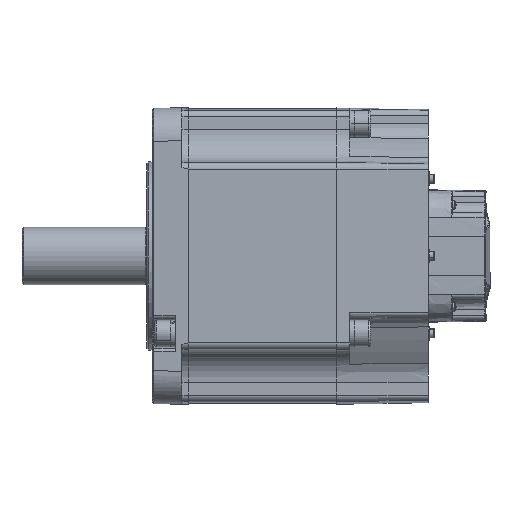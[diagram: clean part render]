
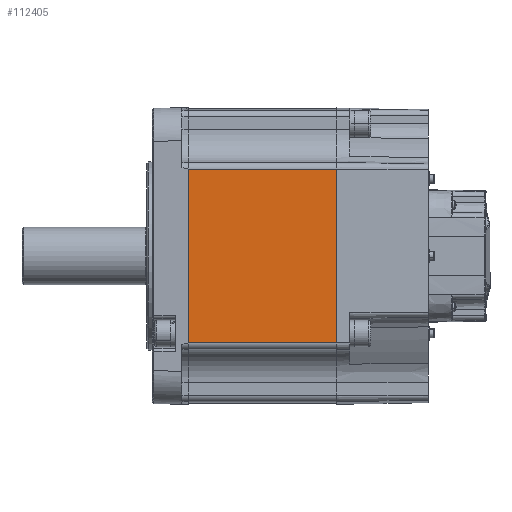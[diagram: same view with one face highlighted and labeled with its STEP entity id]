
A CAD part, left-side view. The second image highlights one B-rep face of the part: STEP entity #112405.
In plain terms, the highlighted planar face has unit normal (-1, 0, 0).
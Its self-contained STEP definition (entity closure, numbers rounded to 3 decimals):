
#1987 = CARTESIAN_POINT ( 'NONE',  ( -90., -31., 52.75 ) ) ;
#3798 = DIRECTION ( 'NONE',  ( 0., -1., 0. ) ) ;
#6383 = LINE ( 'NONE', #149145, #26214 ) ;
#7253 = CARTESIAN_POINT ( 'NONE',  ( -90., -31., -52.75 ) ) ;
#13783 = CARTESIAN_POINT ( 'NONE',  ( -90., 59., 52.75 ) ) ;
#25961 = VERTEX_POINT ( 'NONE', #1987 ) ;
#26214 = VECTOR ( 'NONE', #99452, 1000. ) ;
#27897 = CARTESIAN_POINT ( 'NONE',  ( -90., 59.5, -52.75 ) ) ;
#38431 = DIRECTION ( 'NONE',  ( 1., 0., 0. ) ) ;
#40173 = VECTOR ( 'NONE', #51082, 1000. ) ;
#42003 = LINE ( 'NONE', #92780, #47886 ) ;
#47380 = EDGE_CURVE ( 'NONE', #54385, #96206, #146371, .T. ) ;
#47886 = VECTOR ( 'NONE', #118081, 1000. ) ;
#51082 = DIRECTION ( 'NONE',  ( 0., 0., 1. ) ) ;
#54385 = VERTEX_POINT ( 'NONE', #151661 ) ;
#57219 = EDGE_CURVE ( 'NONE', #152653, #25961, #42003, .T. ) ;
#63847 = LINE ( 'NONE', #101373, #40173 ) ;
#64665 = ORIENTED_EDGE ( 'NONE', *, *, #69029, .F. ) ;
#69029 = EDGE_CURVE ( 'NONE', #25961, #96206, #6383, .T. ) ;
#76405 = ORIENTED_EDGE ( 'NONE', *, *, #133964, .F. ) ;
#88556 = FACE_OUTER_BOUND ( 'NONE', #111255, .T. ) ;
#90900 = ORIENTED_EDGE ( 'NONE', *, *, #47380, .T. ) ;
#92474 = AXIS2_PLACEMENT_3D ( 'NONE', #27897, #38431, #126230 ) ;
#92780 = CARTESIAN_POINT ( 'NONE',  ( -90., 59.5, 52.75 ) ) ;
#96206 = VERTEX_POINT ( 'NONE', #7253 ) ;
#99452 = DIRECTION ( 'NONE',  ( 0., 0., -1. ) ) ;
#101373 = CARTESIAN_POINT ( 'NONE',  ( -90., 59., -52.75 ) ) ;
#108784 = VECTOR ( 'NONE', #3798, 1000. ) ;
#111255 = EDGE_LOOP ( 'NONE', ( #64665, #127036, #76405, #90900 ) ) ;
#112405 = ADVANCED_FACE ( 'NONE', ( #88556 ), #127893, .F. ) ;
#115920 = CARTESIAN_POINT ( 'NONE',  ( -90., 59.5, -52.75 ) ) ;
#118081 = DIRECTION ( 'NONE',  ( 0., -1., 0. ) ) ;
#126230 = DIRECTION ( 'NONE',  ( 0., 0., -1. ) ) ;
#127036 = ORIENTED_EDGE ( 'NONE', *, *, #57219, .F. ) ;
#127893 = PLANE ( 'NONE',  #92474 ) ;
#133964 = EDGE_CURVE ( 'NONE', #54385, #152653, #63847, .T. ) ;
#146371 = LINE ( 'NONE', #115920, #108784 ) ;
#149145 = CARTESIAN_POINT ( 'NONE',  ( -90., -31., -52.75 ) ) ;
#151661 = CARTESIAN_POINT ( 'NONE',  ( -90., 59., -52.75 ) ) ;
#152653 = VERTEX_POINT ( 'NONE', #13783 ) ;
